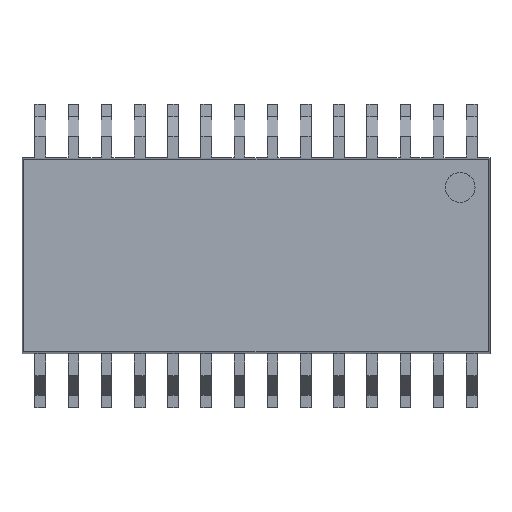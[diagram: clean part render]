
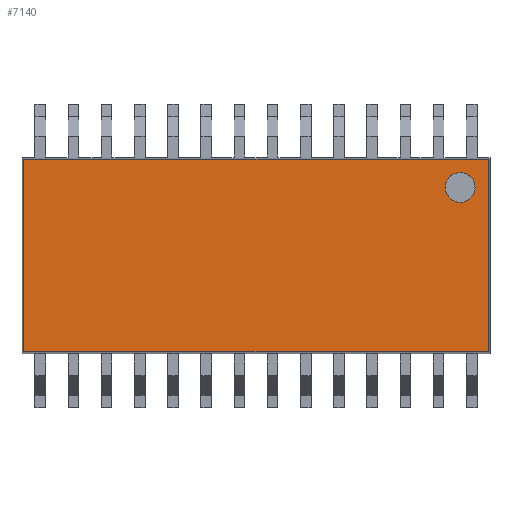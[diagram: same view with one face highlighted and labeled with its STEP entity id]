
A CAD part, top view. The second image highlights one B-rep face of the part: STEP entity #7140.
In plain terms, the highlighted planar face has unit normal (0, 0, 1).
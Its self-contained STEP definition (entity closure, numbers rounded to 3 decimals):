
#42 = DIRECTION ( 'NONE',  ( 0., -1., 0. ) ) ;
#112 = ORIENTED_EDGE ( 'NONE', *, *, #3701, .T. ) ;
#127 = EDGE_CURVE ( 'NONE', #4257, #6967, #2739, .T. ) ;
#1001 = VECTOR ( 'NONE', #3072, 1000. ) ;
#1327 = CARTESIAN_POINT ( 'NONE',  ( 16.76, 6.36, 1. ) ) ;
#1361 = DIRECTION ( 'NONE',  ( 0., 0., 1. ) ) ;
#1366 = ORIENTED_EDGE ( 'NONE', *, *, #6570, .F. ) ;
#1443 = CARTESIAN_POINT ( 'NONE',  ( 0.07, 7.43, 1. ) ) ;
#1532 = CIRCLE ( 'NONE', #5815, 0.57 ) ;
#1674 = VERTEX_POINT ( 'NONE', #6293 ) ;
#1784 = CARTESIAN_POINT ( 'NONE',  ( 0., 7.43, 1. ) ) ;
#1913 = CARTESIAN_POINT ( 'NONE',  ( 17.83, 0., 1. ) ) ;
#1994 = DIRECTION ( 'NONE',  ( 1., 0., 0. ) ) ;
#2485 = VECTOR ( 'NONE', #6318, 1000. ) ;
#2532 = AXIS2_PLACEMENT_3D ( 'NONE', #5252, #1361, #5893 ) ;
#2634 = EDGE_CURVE ( 'NONE', #1674, #5141, #1532, .T. ) ;
#2722 = FACE_BOUND ( 'NONE', #8295, .T. ) ;
#2739 = LINE ( 'NONE', #3668, #1001 ) ;
#2922 = FACE_OUTER_BOUND ( 'NONE', #6515, .T. ) ;
#3072 = DIRECTION ( 'NONE',  ( 1., 0., 0. ) ) ;
#3285 = CARTESIAN_POINT ( 'NONE',  ( 0.07, 0., 1. ) ) ;
#3472 = DIRECTION ( 'NONE',  ( 0., 0., -1. ) ) ;
#3668 = CARTESIAN_POINT ( 'NONE',  ( 0., 0.07, 1. ) ) ;
#3701 = EDGE_CURVE ( 'NONE', #5826, #4257, #6517, .T. ) ;
#4144 = CIRCLE ( 'NONE', #2532, 0.57 ) ;
#4257 = VERTEX_POINT ( 'NONE', #5232 ) ;
#4574 = CARTESIAN_POINT ( 'NONE',  ( 17.83, 7.43, 1. ) ) ;
#4667 = ORIENTED_EDGE ( 'NONE', *, *, #5566, .T. ) ;
#4756 = ORIENTED_EDGE ( 'NONE', *, *, #127, .T. ) ;
#4793 = AXIS2_PLACEMENT_3D ( 'NONE', #6042, #3472, #8014 ) ;
#4942 = CARTESIAN_POINT ( 'NONE',  ( 17.33, 6.36, 1. ) ) ;
#4962 = LINE ( 'NONE', #1913, #8227 ) ;
#5134 = DIRECTION ( 'NONE',  ( 0., 1., 0. ) ) ;
#5141 = VERTEX_POINT ( 'NONE', #4942 ) ;
#5232 = CARTESIAN_POINT ( 'NONE',  ( 0.07, 0.07, 1. ) ) ;
#5252 = CARTESIAN_POINT ( 'NONE',  ( 16.76, 6.36, 1. ) ) ;
#5475 = ORIENTED_EDGE ( 'NONE', *, *, #2634, .F. ) ;
#5566 = EDGE_CURVE ( 'NONE', #5760, #5826, #7452, .T. ) ;
#5760 = VERTEX_POINT ( 'NONE', #4574 ) ;
#5815 = AXIS2_PLACEMENT_3D ( 'NONE', #1327, #5856, #1994 ) ;
#5826 = VERTEX_POINT ( 'NONE', #1443 ) ;
#5856 = DIRECTION ( 'NONE',  ( 0., 0., 1. ) ) ;
#5893 = DIRECTION ( 'NONE',  ( 1., 0., 0. ) ) ;
#6042 = CARTESIAN_POINT ( 'NONE',  ( 0., 0., 1. ) ) ;
#6047 = ORIENTED_EDGE ( 'NONE', *, *, #6456, .T. ) ;
#6293 = CARTESIAN_POINT ( 'NONE',  ( 16.19, 6.36, 1. ) ) ;
#6318 = DIRECTION ( 'NONE',  ( -1., 0., 0. ) ) ;
#6456 = EDGE_CURVE ( 'NONE', #6967, #5760, #4962, .T. ) ;
#6515 = EDGE_LOOP ( 'NONE', ( #112, #4756, #6047, #4667 ) ) ;
#6517 = LINE ( 'NONE', #3285, #6927 ) ;
#6570 = EDGE_CURVE ( 'NONE', #5141, #1674, #4144, .T. ) ;
#6927 = VECTOR ( 'NONE', #42, 1000. ) ;
#6967 = VERTEX_POINT ( 'NONE', #8409 ) ;
#7140 = ADVANCED_FACE ( 'NONE', ( #2722, #2922 ), #7362, .F. ) ;
#7362 = PLANE ( 'NONE',  #4793 ) ;
#7452 = LINE ( 'NONE', #1784, #2485 ) ;
#8014 = DIRECTION ( 'NONE',  ( -1., 0., 0. ) ) ;
#8227 = VECTOR ( 'NONE', #5134, 1000. ) ;
#8295 = EDGE_LOOP ( 'NONE', ( #1366, #5475 ) ) ;
#8409 = CARTESIAN_POINT ( 'NONE',  ( 17.83, 0.07, 1. ) ) ;
